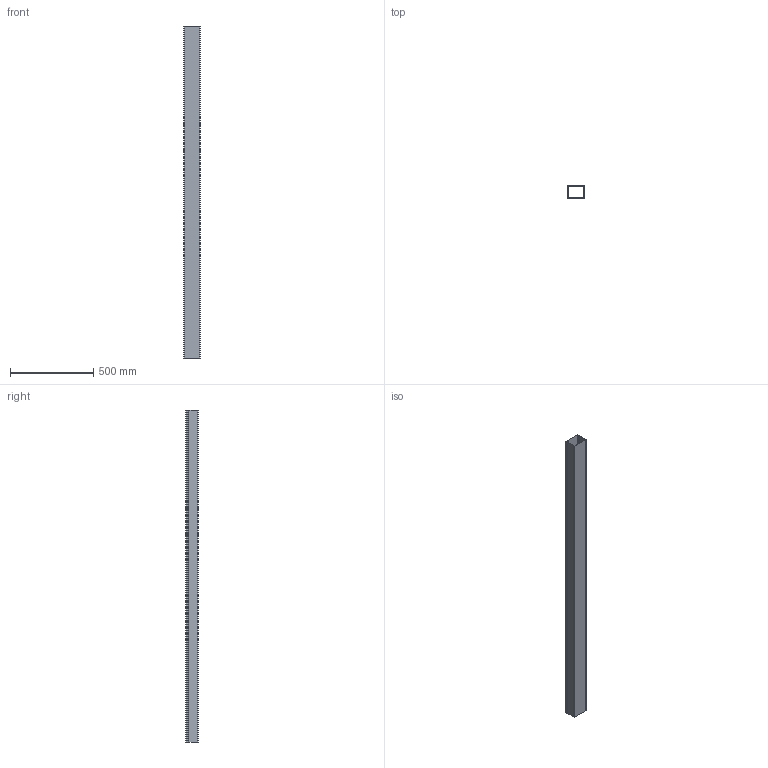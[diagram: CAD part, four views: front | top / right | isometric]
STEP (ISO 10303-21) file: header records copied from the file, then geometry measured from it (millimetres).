
FILE_DESCRIPTION (( 'STEP AP214' ), '1' );
FILE_NAME ('6178428.stp', '2016-08-09T07:20:46', ( '' ), ( '' ), 'SwSTEP 2.0', 'SolidWorks 2014', '' );
FILE_SCHEMA (( 'AUTOMOTIVE_DESIGN' ));
Length unit declared in the file: millimetre
Products named in the file (3): LKVN75100Unterteil; Oberteil_LKV100; 6178428
Assembly tree (2 placements, depth 2):
  6178428
    Oberteil_LKV100
    LKVN75100Unterteil
Bounding box: 100.37 x 74.39 x 2000 mm (x, y, z)
Volume: 1594362.3 mm3; surface area: 1433558.2 mm2
Topology: 2 solids, 2 shells, 65 faces, 183 edges, 122 vertices
Faces by surface type: plane 40, cylinder 25
Entity records: 2866 total; most frequent: CARTESIAN_POINT 375, DIRECTION 373, ORIENTED_EDGE 366, EDGE_CURVE 183, LINE 133, VECTOR 133, VERTEX_POINT 122, AXIS2_PLACEMENT_3D 120
